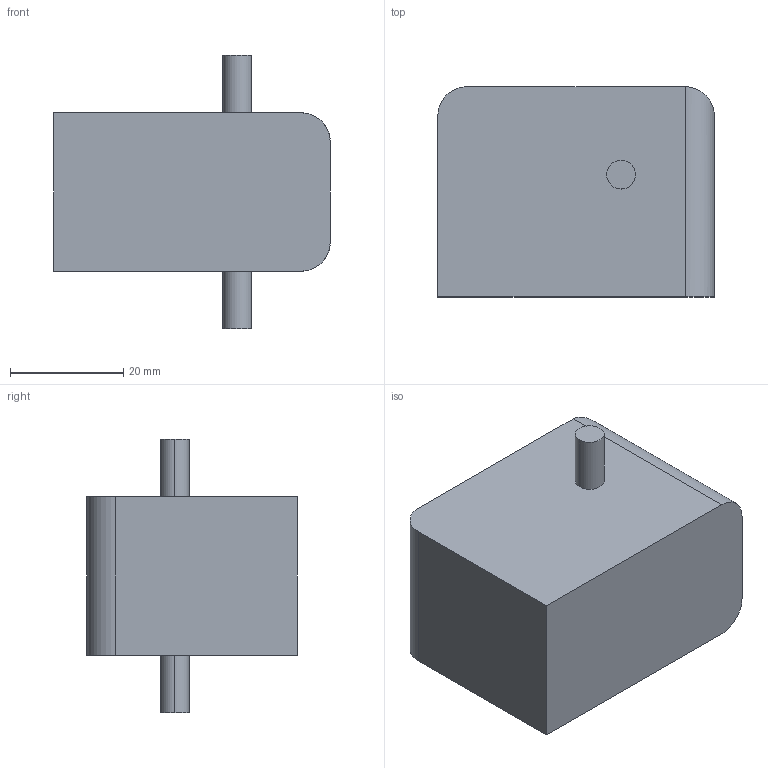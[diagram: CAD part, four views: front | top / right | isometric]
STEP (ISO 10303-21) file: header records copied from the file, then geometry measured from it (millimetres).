
FILE_DESCRIPTION (( 'STEP AP203' ), '1' );
FILE_NAME ('Motor block -001_Default_sldprt.STEP', '2025-02-28T01:32:01', ( '' ), ( '' ), 'SwSTEP 2.0', 'SolidWorks 2024', '' );
FILE_SCHEMA (( 'CONFIG_CONTROL_DESIGN' ));
Length unit declared in the file: inch
Products named in the file (1): Motor block -001_Default_sldprt
Bounding box: 48.79 x 37.11 x 48.26 mm (x, y, z)
Volume: 50303.7 mm3; surface area: 8432.4 mm2
Topology: 1 solids, 1 shells, 16 faces, 34 edges, 22 vertices
Faces by surface type: cylinder 8, plane 8
Entity records: 513 total; most frequent: CARTESIAN_POINT 79, DIRECTION 78, ORIENTED_EDGE 68, EDGE_CURVE 34, AXIS2_PLACEMENT_3D 29, VERTEX_POINT 22, LINE 20, VECTOR 20
